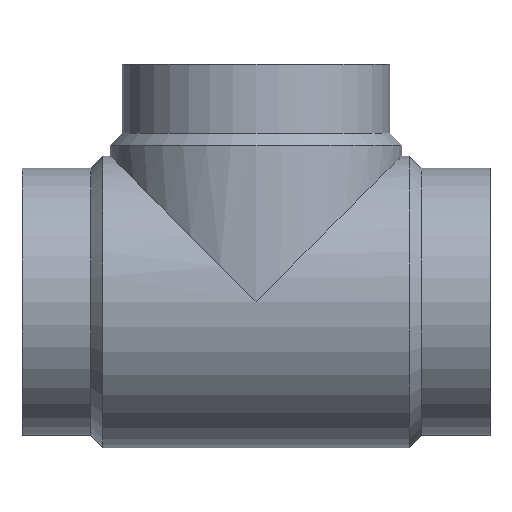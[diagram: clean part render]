
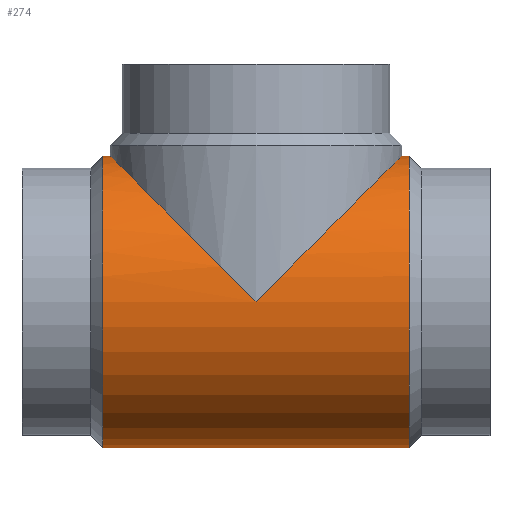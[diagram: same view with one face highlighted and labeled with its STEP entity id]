
A CAD part, top view. The second image highlights one B-rep face of the part: STEP entity #274.
In plain terms, the highlighted cylindrical face has radius 218.15 mm (diameter 436.3 mm), a partial arc.
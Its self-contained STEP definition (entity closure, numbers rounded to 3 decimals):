
#168 = VERTEX_POINT( '', #414 );
#190 = EDGE_CURVE( '', #290, #346, #439, .T. );
#192 = EDGE_CURVE( '', #194, #298, #441, .T. );
#194 = VERTEX_POINT( '', #443 );
#210 = EDGE_CURVE( '', #298, #290, #461, .T. );
#214 = VERTEX_POINT( '', #465 );
#274 = ADVANCED_FACE( '', ( #530 ), #531, .T. );
#276 = VERTEX_POINT( '', #533 );
#290 = VERTEX_POINT( '', #550 );
#298 = VERTEX_POINT( '', #558 );
#312 = EDGE_CURVE( '', #168, #276, #575, .T. );
#316 = EDGE_CURVE( '', #214, #276, #580, .T. );
#338 = EDGE_CURVE( '', #346, #214, #604, .T. );
#346 = VERTEX_POINT( '', #613 );
#354 = EDGE_CURVE( '', #168, #194, #621, .T. );
#414 = CARTESIAN_POINT( '', ( -578.85, -218.15, 0. ) );
#439 = ELLIPSE( '', #710, 308.511, 218.15 );
#441 = CIRCLE( '', #713, 218.15 );
#443 = CARTESIAN_POINT( '', ( -121.15, -218.15, 0. ) );
#461 = LINE( '', #738, #739 );
#465 = CARTESIAN_POINT( '', ( -568.15, 218.15, 0. ) );
#530 = FACE_OUTER_BOUND( '', #834, .T. );
#531 = CYLINDRICAL_SURFACE( '', #835, 218.15 );
#533 = CARTESIAN_POINT( '', ( -578.85, 218.15, 0. ) );
#550 = CARTESIAN_POINT( '', ( -131.85, 218.15, 0. ) );
#558 = CARTESIAN_POINT( '', ( -121.15, 218.15, 0. ) );
#575 = CIRCLE( '', #885, 218.15 );
#580 = LINE( '', #891, #892 );
#604 = ELLIPSE( '', #929, 308.511, 218.15 );
#613 = CARTESIAN_POINT( '', ( -350., 0., 218.15 ) );
#621 = LINE( '', #953, #954 );
#710 = AXIS2_PLACEMENT_3D( '', #1052, #1053, #1054 );
#713 = AXIS2_PLACEMENT_3D( '', #1055, #1056, #1057 );
#738 = CARTESIAN_POINT( '', ( -350., 218.15, 0. ) );
#739 = VECTOR( '', #1077, 1. );
#834 = EDGE_LOOP( '', ( #1156, #1157, #1158, #1159, #1160, #1161, #1162 ) );
#835 = AXIS2_PLACEMENT_3D( '', #1163, #1164, #1165 );
#885 = AXIS2_PLACEMENT_3D( '', #1222, #1223, #1224 );
#891 = CARTESIAN_POINT( '', ( -350., 218.15, 0. ) );
#892 = VECTOR( '', #1233, 1. );
#929 = AXIS2_PLACEMENT_3D( '', #1262, #1263, #1264 );
#953 = CARTESIAN_POINT( '', ( -350., -218.15, 0. ) );
#954 = VECTOR( '', #1284, 1. );
#1052 = CARTESIAN_POINT( '', ( -350., 0., 0. ) );
#1053 = DIRECTION( '', ( 0.707, -0.707, 0. ) );
#1054 = DIRECTION( '', ( 0.707, 0.707, 0. ) );
#1055 = CARTESIAN_POINT( '', ( -121.15, 0., 0. ) );
#1056 = DIRECTION( '', ( -1., 0., 0. ) );
#1057 = DIRECTION( '', ( 0., 1., 0. ) );
#1077 = DIRECTION( '', ( -1., 0., 0. ) );
#1156 = ORIENTED_EDGE( '', *, *, #210, .T. );
#1157 = ORIENTED_EDGE( '', *, *, #190, .T. );
#1158 = ORIENTED_EDGE( '', *, *, #338, .T. );
#1159 = ORIENTED_EDGE( '', *, *, #316, .T. );
#1160 = ORIENTED_EDGE( '', *, *, #312, .F. );
#1161 = ORIENTED_EDGE( '', *, *, #354, .T. );
#1162 = ORIENTED_EDGE( '', *, *, #192, .T. );
#1163 = CARTESIAN_POINT( '', ( -350., 0., 0. ) );
#1164 = DIRECTION( '', ( 1., 0., 0. ) );
#1165 = DIRECTION( '', ( 0., 1., 0. ) );
#1222 = CARTESIAN_POINT( '', ( -578.85, 0., 0. ) );
#1223 = DIRECTION( '', ( -1., 0., 0. ) );
#1224 = DIRECTION( '', ( 0., 1., 0. ) );
#1233 = DIRECTION( '', ( -1., 0., 0. ) );
#1262 = CARTESIAN_POINT( '', ( -350., 0., 0. ) );
#1263 = DIRECTION( '', ( -0.707, -0.707, 0. ) );
#1264 = DIRECTION( '', ( 0.707, -0.707, 0. ) );
#1284 = DIRECTION( '', ( 1., 0., 0. ) );
